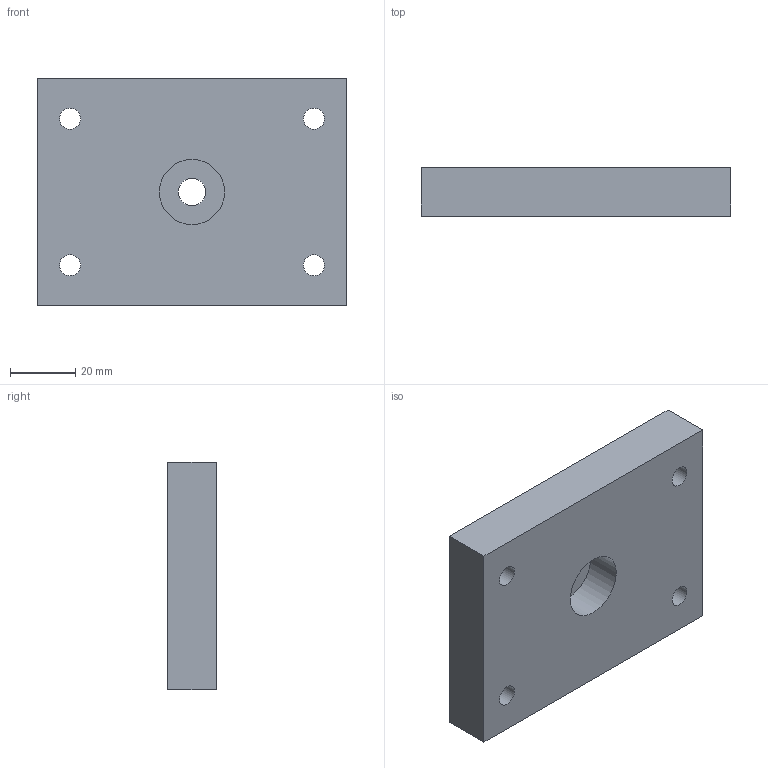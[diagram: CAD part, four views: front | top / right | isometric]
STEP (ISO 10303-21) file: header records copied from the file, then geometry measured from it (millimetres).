
FILE_DESCRIPTION(/* description */ (''),/* implementation_level */ '2;1');
FILE_NAME(/* name */ 'A - Top 1.0.step',/* time_stamp */ '2018-09-25T20:27:52+02:00',/* author */ (''),/* organization */ (''),/* preprocessor_version */ 'ST-DEVELOPER v17.2',/* originating_system */ 'Autodesk Translation Framework v7.6.0.251',/* authorisation */ '');
FILE_SCHEMA (('AUTOMOTIVE_DESIGN { 1 0 10303 214 3 1 1 }'));
Length unit declared in the file: millimetre
Products named in the file (1): Top
Bounding box: 95 x 15 x 70 mm (x, y, z)
Volume: 87255.2 mm3; surface area: 21574.4 mm2
Topology: 1 solids, 1 shells, 25 faces, 52 edges, 36 vertices
Faces by surface type: plane 13, cylinder 12
Full cylindrical faces by diameter (mm): 6.5 x4, 8.5 x1, 11 x4, 20 x1, 36.55 x1, 52.15 x1
Entity records: 739 total; most frequent: DIRECTION 132, CARTESIAN_POINT 114, ORIENTED_EDGE 104, AXIS2_PLACEMENT_3D 54, EDGE_CURVE 52, EDGE_LOOP 42, VERTEX_POINT 36, CIRCLE 28
